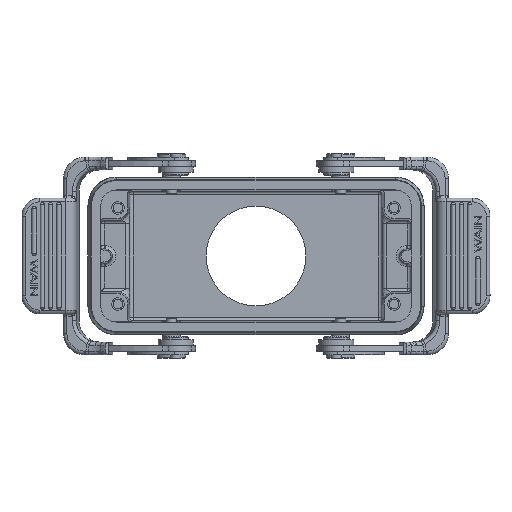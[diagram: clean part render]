
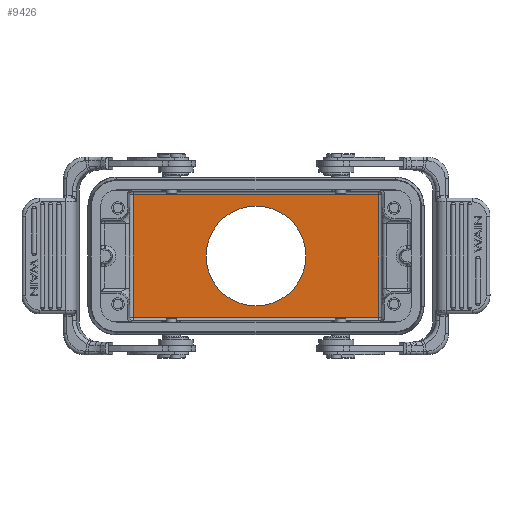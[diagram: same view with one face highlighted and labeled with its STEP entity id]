
A CAD part, front view. The second image highlights one B-rep face of the part: STEP entity #9426.
In plain terms, the highlighted planar face has unit normal (0, -1, 0).
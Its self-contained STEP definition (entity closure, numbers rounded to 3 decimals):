
#8243=FACE_BOUND('',#13113,.T.);
#8244=FACE_BOUND('',#13114,.T.);
#9426=ADVANCED_FACE('',(#8243,#8244),#10606,.F.);
#10606=PLANE('',#33528);
#13113=EDGE_LOOP('',(#17952));
#13114=EDGE_LOOP('',(#17953,#17954,#17955,#17956));
#14655=CIRCLE('',#33527,14.);
#17952=ORIENTED_EDGE('',*,*,#26250,.T.);
#17953=ORIENTED_EDGE('',*,*,#26251,.T.);
#17954=ORIENTED_EDGE('',*,*,#26252,.T.);
#17955=ORIENTED_EDGE('',*,*,#26253,.T.);
#17956=ORIENTED_EDGE('',*,*,#26254,.T.);
#23408=VERTEX_POINT('',#48501);
#23409=VERTEX_POINT('',#48503);
#23410=VERTEX_POINT('',#48504);
#23411=VERTEX_POINT('',#48506);
#23412=VERTEX_POINT('',#48508);
#26250=EDGE_CURVE('',#23408,#23408,#14655,.T.);
#26251=EDGE_CURVE('',#23409,#23410,#29002,.T.);
#26252=EDGE_CURVE('',#23410,#23411,#29003,.T.);
#26253=EDGE_CURVE('',#23411,#23412,#29004,.T.);
#26254=EDGE_CURVE('',#23412,#23409,#29005,.T.);
#29002=LINE('',#48502,#31208);
#29003=LINE('',#48505,#31209);
#29004=LINE('',#48507,#31210);
#29005=LINE('',#48509,#31211);
#31208=VECTOR('',#37690,1.);
#31209=VECTOR('',#37691,1.);
#31210=VECTOR('',#37692,1.);
#31211=VECTOR('',#37693,1.);
#33527=AXIS2_PLACEMENT_3D('',#48500,#37688,#37689);
#33528=AXIS2_PLACEMENT_3D('',#48510,#37694,#37695);
#37688=DIRECTION('',(0.,1.,0.));
#37689=DIRECTION('',(0.,0.,1.));
#37690=DIRECTION('',(0.,0.,-1.));
#37691=DIRECTION('',(1.,0.,0.));
#37692=DIRECTION('',(0.,0.,1.));
#37693=DIRECTION('',(-1.,0.,0.));
#37694=DIRECTION('',(0.,1.,0.));
#37695=DIRECTION('',(1.,0.,0.));
#48500=CARTESIAN_POINT('',(0.,43.,0.));
#48501=CARTESIAN_POINT('',(0.,43.,14.));
#48502=CARTESIAN_POINT('',(-34.445,43.,17.222));
#48503=CARTESIAN_POINT('',(-34.445,43.,17.222));
#48504=CARTESIAN_POINT('',(-34.445,43.,-17.222));
#48505=CARTESIAN_POINT('',(-34.445,43.,-17.222));
#48506=CARTESIAN_POINT('',(34.445,43.,-17.222));
#48507=CARTESIAN_POINT('',(34.445,43.,-17.222));
#48508=CARTESIAN_POINT('',(34.445,43.,17.222));
#48509=CARTESIAN_POINT('',(34.445,43.,17.222));
#48510=CARTESIAN_POINT('',(45.5,43.,-21.5));
